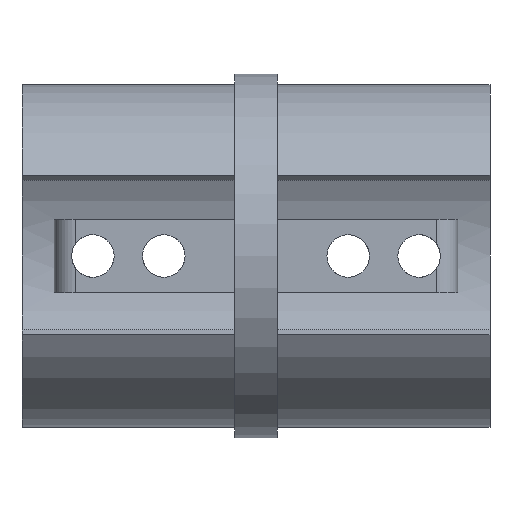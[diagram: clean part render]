
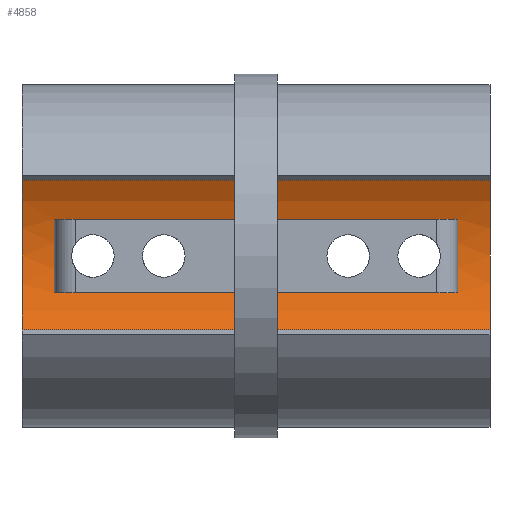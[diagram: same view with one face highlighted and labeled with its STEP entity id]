
A CAD part, front view. The second image highlights one B-rep face of the part: STEP entity #4858.
In plain terms, the highlighted cylindrical face has radius 22.65 mm (diameter 45.3 mm), a partial arc.
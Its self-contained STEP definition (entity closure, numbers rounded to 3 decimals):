
#50 = CARTESIAN_POINT ( 'NONE',  ( -33., 0., -22.65 ) ) ;
#67 = VERTEX_POINT ( 'NONE', #50 ) ;
#111 = AXIS2_PLACEMENT_3D ( 'NONE', #592, #2832, #3304 ) ;
#120 = AXIS2_PLACEMENT_3D ( 'NONE', #2839, #2731, #2190 ) ;
#141 = VERTEX_POINT ( 'NONE', #2697 ) ;
#223 = LINE ( 'NONE', #2333, #5563 ) ;
#328 = CARTESIAN_POINT ( 'NONE',  ( -28.435, 0., 0. ) ) ;
#360 = DIRECTION ( 'NONE',  ( -1., 0., 0. ) ) ;
#464 = VECTOR ( 'NONE', #4650, 1000. ) ;
#592 = CARTESIAN_POINT ( 'NONE',  ( 28.435, 0., 0. ) ) ;
#627 = FACE_OUTER_BOUND ( 'NONE', #6700, .T. ) ;
#663 = DIRECTION ( 'NONE',  ( 0., 0., -1. ) ) ;
#800 = CARTESIAN_POINT ( 'NONE',  ( 33., 0., 0. ) ) ;
#1233 = ORIENTED_EDGE ( 'NONE', *, *, #2772, .T. ) ;
#1420 = DIRECTION ( 'NONE',  ( 0., 0., 1. ) ) ;
#1453 = CARTESIAN_POINT ( 'NONE',  ( -33., 0., 0. ) ) ;
#1518 = AXIS2_PLACEMENT_3D ( 'NONE', #800, #6855, #2500 ) ;
#1585 = EDGE_CURVE ( 'NONE', #3691, #5843, #5093, .T. ) ;
#1805 = LINE ( 'NONE', #5652, #2671 ) ;
#1842 = ORIENTED_EDGE ( 'NONE', *, *, #7121, .F. ) ;
#1878 = VERTEX_POINT ( 'NONE', #2440 ) ;
#1999 = LINE ( 'NONE', #6313, #464 ) ;
#2190 = DIRECTION ( 'NONE',  ( 0., 0., 1. ) ) ;
#2317 = CIRCLE ( 'NONE', #4868, 22.65 ) ;
#2330 = DIRECTION ( 'NONE',  ( -1., 0., 0. ) ) ;
#2333 = CARTESIAN_POINT ( 'NONE',  ( 33., 22.041, 5.218 ) ) ;
#2425 = ORIENTED_EDGE ( 'NONE', *, *, #1585, .T. ) ;
#2440 = CARTESIAN_POINT ( 'NONE',  ( -28.435, 22.041, -5.218 ) ) ;
#2491 = CARTESIAN_POINT ( 'NONE',  ( -33., 0., 22.65 ) ) ;
#2500 = DIRECTION ( 'NONE',  ( 0., 0., 1. ) ) ;
#2555 = CIRCLE ( 'NONE', #4291, 22.65 ) ;
#2662 = CIRCLE ( 'NONE', #120, 22.65 ) ;
#2671 = VECTOR ( 'NONE', #4564, 1000. ) ;
#2697 = CARTESIAN_POINT ( 'NONE',  ( 33., 0., 22.65 ) ) ;
#2731 = DIRECTION ( 'NONE',  ( -1., 0., 0. ) ) ;
#2738 = ORIENTED_EDGE ( 'NONE', *, *, #6954, .T. ) ;
#2765 = ORIENTED_EDGE ( 'NONE', *, *, #6049, .F. ) ;
#2772 = EDGE_CURVE ( 'NONE', #5843, #1878, #1999, .T. ) ;
#2832 = DIRECTION ( 'NONE',  ( -1., 0., 0. ) ) ;
#2839 = CARTESIAN_POINT ( 'NONE',  ( 33., 0., 0. ) ) ;
#3075 = FACE_BOUND ( 'NONE', #6050, .T. ) ;
#3282 = VERTEX_POINT ( 'NONE', #5095 ) ;
#3304 = DIRECTION ( 'NONE',  ( 0., 0., 1. ) ) ;
#3623 = EDGE_CURVE ( 'NONE', #4922, #3691, #223, .T. ) ;
#3691 = VERTEX_POINT ( 'NONE', #6901 ) ;
#3958 = DIRECTION ( 'NONE',  ( 1., 0., 0. ) ) ;
#4291 = AXIS2_PLACEMENT_3D ( 'NONE', #328, #3958, #663 ) ;
#4564 = DIRECTION ( 'NONE',  ( -1., 0., 0. ) ) ;
#4650 = DIRECTION ( 'NONE',  ( -1., 0., 0. ) ) ;
#4858 = ADVANCED_FACE ( 'NONE', ( #627, #3075 ), #5080, .F. ) ;
#4868 = AXIS2_PLACEMENT_3D ( 'NONE', #1453, #2330, #1420 ) ;
#4922 = VERTEX_POINT ( 'NONE', #6968 ) ;
#5021 = CARTESIAN_POINT ( 'NONE',  ( 28.435, 22.041, -5.218 ) ) ;
#5072 = EDGE_CURVE ( 'NONE', #6489, #67, #2317, .T. ) ;
#5080 = CYLINDRICAL_SURFACE ( 'NONE', #1518, 22.65 ) ;
#5089 = VECTOR ( 'NONE', #360, 1000. ) ;
#5093 = CIRCLE ( 'NONE', #111, 22.65 ) ;
#5095 = CARTESIAN_POINT ( 'NONE',  ( 33., 0., -22.65 ) ) ;
#5128 = EDGE_CURVE ( 'NONE', #1878, #4922, #2555, .T. ) ;
#5325 = LINE ( 'NONE', #5909, #5089 ) ;
#5563 = VECTOR ( 'NONE', #5776, 1000. ) ;
#5576 = ORIENTED_EDGE ( 'NONE', *, *, #3623, .T. ) ;
#5614 = ORIENTED_EDGE ( 'NONE', *, *, #5072, .T. ) ;
#5652 = CARTESIAN_POINT ( 'NONE',  ( 33., 0., 22.65 ) ) ;
#5776 = DIRECTION ( 'NONE',  ( 1., 0., 0. ) ) ;
#5843 = VERTEX_POINT ( 'NONE', #5021 ) ;
#5876 = ORIENTED_EDGE ( 'NONE', *, *, #5128, .T. ) ;
#5909 = CARTESIAN_POINT ( 'NONE',  ( 33., 0., -22.65 ) ) ;
#6049 = EDGE_CURVE ( 'NONE', #141, #3282, #2662, .T. ) ;
#6050 = EDGE_LOOP ( 'NONE', ( #2425, #1233, #5876, #5576 ) ) ;
#6313 = CARTESIAN_POINT ( 'NONE',  ( 33., 22.041, -5.218 ) ) ;
#6489 = VERTEX_POINT ( 'NONE', #2491 ) ;
#6700 = EDGE_LOOP ( 'NONE', ( #1842, #2765, #2738, #5614 ) ) ;
#6855 = DIRECTION ( 'NONE',  ( -1., 0., 0. ) ) ;
#6901 = CARTESIAN_POINT ( 'NONE',  ( 28.435, 22.041, 5.218 ) ) ;
#6954 = EDGE_CURVE ( 'NONE', #141, #6489, #1805, .T. ) ;
#6968 = CARTESIAN_POINT ( 'NONE',  ( -28.435, 22.041, 5.218 ) ) ;
#7121 = EDGE_CURVE ( 'NONE', #3282, #67, #5325, .T. ) ;
